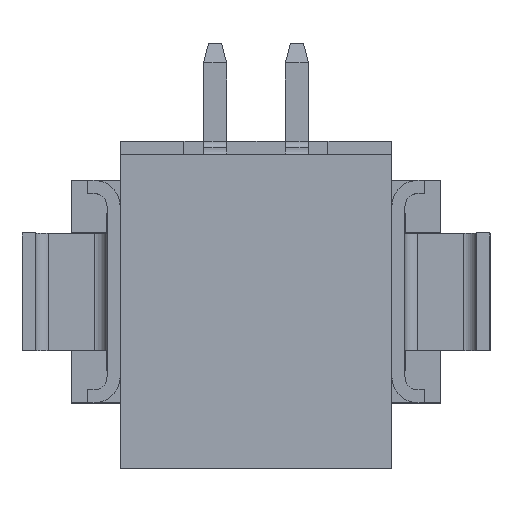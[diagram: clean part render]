
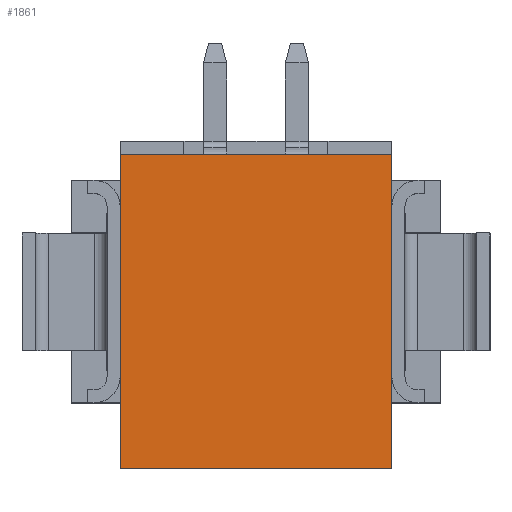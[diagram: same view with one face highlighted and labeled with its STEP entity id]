
A CAD part, top view. The second image highlights one B-rep face of the part: STEP entity #1861.
In plain terms, the highlighted planar face has unit normal (0, 0, 1).
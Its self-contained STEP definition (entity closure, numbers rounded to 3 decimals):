
#1112=CARTESIAN_POINT('',(2.075,2.1,3.6));
#1113=VERTEX_POINT('',#1112);
#1120=CARTESIAN_POINT('',(2.075,-2.7,3.6));
#1121=VERTEX_POINT('',#1120);
#1122=CARTESIAN_POINT('',(2.075,-2.7,3.6));
#1123=DIRECTION('',(0.0,1.0,0.0));
#1124=VECTOR('',#1123,4.8);
#1125=LINE('',#1122,#1124);
#1126=EDGE_CURVE('',#1121,#1113,#1125,.T.);
#1831=CARTESIAN_POINT('',(4.907,2.34,3.6));
#1832=DIRECTION('',(0.0,0.0,-1.0));
#1833=DIRECTION('',(1.0,0.0,0.0));
#1834=AXIS2_PLACEMENT_3D('',#1831,#1832,#1833);
#1835=PLANE('',#1834);
#1836=CARTESIAN_POINT('',(-2.075,2.1,3.6));
#1837=VERTEX_POINT('',#1836);
#1838=CARTESIAN_POINT('',(-2.075,2.1,3.6));
#1839=DIRECTION('',(1.0,0.0,0.0));
#1840=VECTOR('',#1839,4.15);
#1841=LINE('',#1838,#1840);
#1842=EDGE_CURVE('',#1837,#1113,#1841,.T.);
#1843=ORIENTED_EDGE('',*,*,#1842,.F.);
#1844=CARTESIAN_POINT('',(-2.075,-2.7,3.6));
#1845=VERTEX_POINT('',#1844);
#1846=CARTESIAN_POINT('',(-2.075,-2.7,3.6));
#1847=DIRECTION('',(0.0,1.0,0.0));
#1848=VECTOR('',#1847,4.8);
#1849=LINE('',#1846,#1848);
#1850=EDGE_CURVE('',#1845,#1837,#1849,.T.);
#1851=ORIENTED_EDGE('',*,*,#1850,.F.);
#1852=CARTESIAN_POINT('',(-2.075,-2.7,3.6));
#1853=DIRECTION('',(1.0,0.0,0.0));
#1854=VECTOR('',#1853,4.15);
#1855=LINE('',#1852,#1854);
#1856=EDGE_CURVE('',#1845,#1121,#1855,.T.);
#1857=ORIENTED_EDGE('',*,*,#1856,.T.);
#1858=ORIENTED_EDGE('',*,*,#1126,.T.);
#1859=EDGE_LOOP('',(#1843,#1851,#1857,#1858));
#1860=FACE_OUTER_BOUND('',#1859,.T.);
#1861=ADVANCED_FACE('',(#1860),#1835,.F.);
